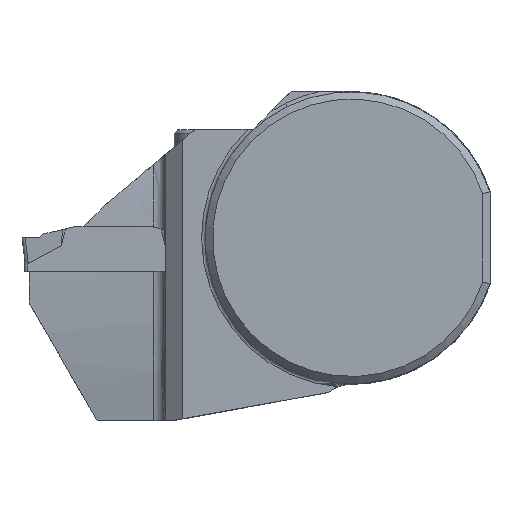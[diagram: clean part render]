
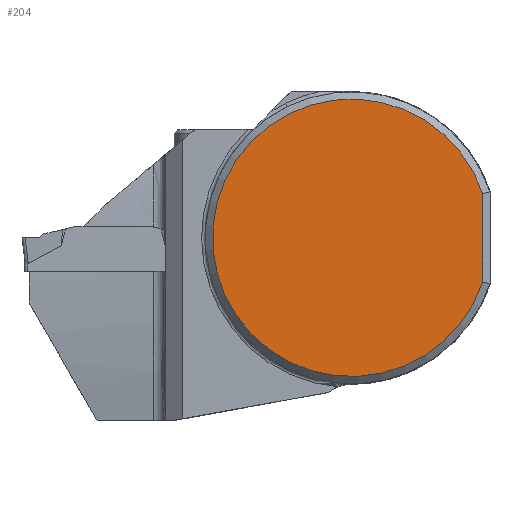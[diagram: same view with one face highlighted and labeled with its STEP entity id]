
A CAD part, top view. The second image highlights one B-rep face of the part: STEP entity #204.
In plain terms, the highlighted planar face has unit normal (0, 0, 1).
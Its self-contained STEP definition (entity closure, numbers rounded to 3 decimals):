
#151=PLANE('',#1607);
#204=ADVANCED_FACE('',(#298),#151,.F.);
#298=FACE_OUTER_BOUND('',#374,.T.);
#374=EDGE_LOOP('',(#775,#776));
#466=LINE('',#2233,#591);
#591=VECTOR('',#1793,1.);
#706=CIRCLE('',#1606,19.);
#775=ORIENTED_EDGE('',*,*,#1332,.F.);
#776=ORIENTED_EDGE('',*,*,#1333,.T.);
#1185=VERTEX_POINT('',#2234);
#1186=VERTEX_POINT('',#2235);
#1332=EDGE_CURVE('',#1185,#1186,#466,.T.);
#1333=EDGE_CURVE('',#1185,#1186,#706,.T.);
#1606=AXIS2_PLACEMENT_3D('',#2236,#1794,#1795);
#1607=AXIS2_PLACEMENT_3D('',#2237,#1796,#1797);
#1793=DIRECTION('',(0.,-1.,0.));
#1794=DIRECTION('',(0.,0.,1.));
#1795=DIRECTION('',(-1.,0.,0.));
#1796=DIRECTION('',(0.,0.,-1.));
#1797=DIRECTION('',(-1.,0.,0.));
#2233=CARTESIAN_POINT('',(18.,0.,0.325));
#2234=CARTESIAN_POINT('',(18.,6.083,0.325));
#2235=CARTESIAN_POINT('',(18.,-6.083,0.325));
#2236=CARTESIAN_POINT('',(0.,0.,0.325));
#2237=CARTESIAN_POINT('',(0.,0.,0.325));
